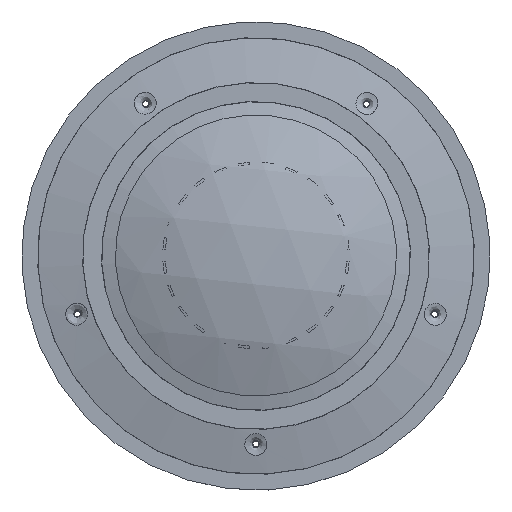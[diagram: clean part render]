
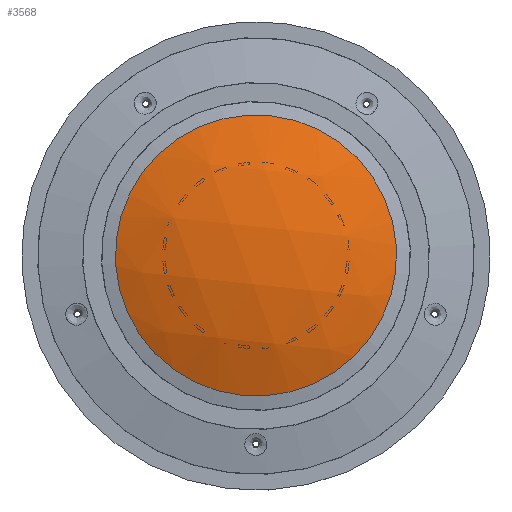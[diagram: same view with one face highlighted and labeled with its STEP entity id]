
A CAD part, top view. The second image highlights one B-rep face of the part: STEP entity #3568.
In plain terms, the highlighted spherical face has radius 4290 mm.
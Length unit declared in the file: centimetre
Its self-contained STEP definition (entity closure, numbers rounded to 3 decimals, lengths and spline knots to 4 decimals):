
#451=SPHERICAL_SURFACE('',#3788,429.);
#454=FACE_OUTER_BOUND('',#667,.T.);
#667=EDGE_LOOP('',(#2421));
#1316=CIRCLE('',#3786,165.);
#1483=VERTEX_POINT('',#4980);
#1850=EDGE_CURVE('',#1483,#1483,#1316,.T.);
#2421=ORIENTED_EDGE('',*,*,#1850,.F.);
#3568=ADVANCED_FACE('',(#454),#451,.T.);
#3786=AXIS2_PLACEMENT_3D('',#4982,#4119,#4120);
#3788=AXIS2_PLACEMENT_3D('',#4984,#4123,#4124);
#4119=DIRECTION('center_axis',(0.,0.,
-1.));
#4120=DIRECTION('ref_axis',(0.995,-0.105,0.));
#4123=DIRECTION('center_axis',(-0.105,-0.995,0.));
#4124=DIRECTION('ref_axis',(0.995,-0.105,0.));
#4980=CARTESIAN_POINT('',(1258.464,459.1287,141.72));
#4982=CARTESIAN_POINT('Origin',(1094.3678,476.3759,141.72));
#4984=CARTESIAN_POINT('Origin',(1094.3678,476.3759,-254.28));
